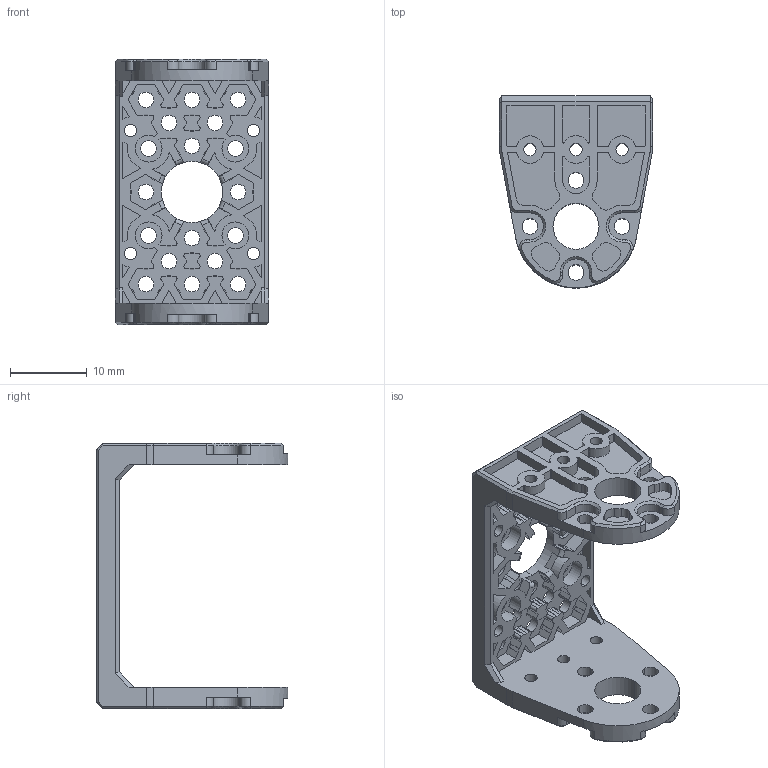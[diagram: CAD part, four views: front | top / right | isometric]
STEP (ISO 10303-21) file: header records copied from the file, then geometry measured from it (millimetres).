
FILE_DESCRIPTION((''),'2;1');
FILE_NAME('DC15_A01_HINGE_1','2023-09-27T09:41:19',('KJH'),(''),'CREO PARAMETRIC BY PTC INC, 2020074','CREO PARAMETRIC BY PTC INC, 2020074','');
FILE_SCHEMA(('CONFIG_CONTROL_DESIGN'));
Length unit declared in the file: millimetre
Products named in the file (1): DC15_A01_HINGE_1
Bounding box: 20 x 25 x 34.6 mm (x, y, z)
Volume: 2526.8 mm3; surface area: 4380.1 mm2
Topology: 1 solids, 1 shells, 776 faces, 2112 edges, 1364 vertices
Faces by surface type: plane 486, cylinder 256, cone 26, torus 8
Entity records: 24580 total; most frequent: CARTESIAN_POINT 4312, DIRECTION 4226, ORIENTED_EDGE 4224, EDGE_CURVE 2112, VECTOR 1518, LINE 1518, VERTEX_POINT 1364, AXIS2_PLACEMENT_3D 1354
